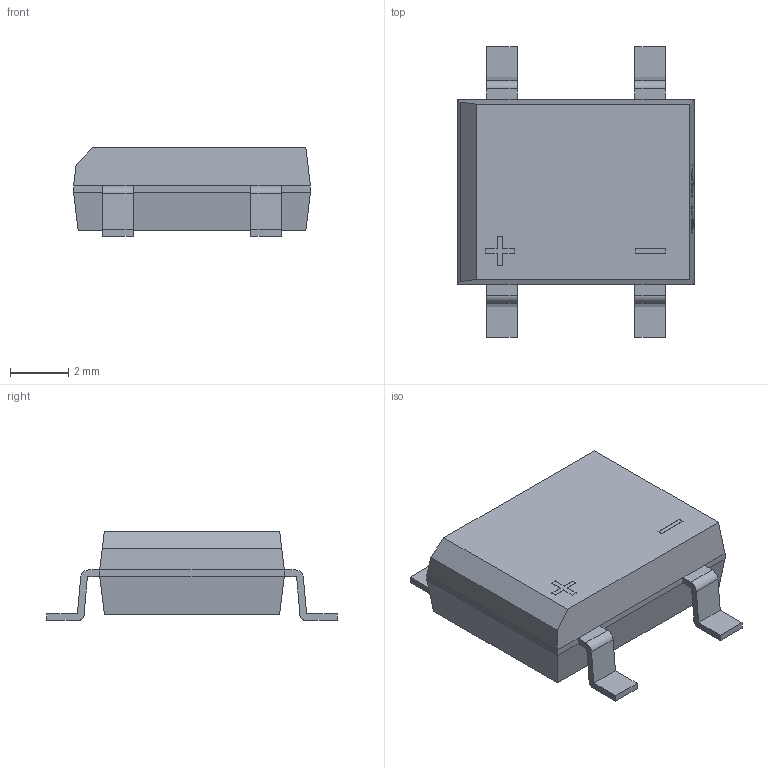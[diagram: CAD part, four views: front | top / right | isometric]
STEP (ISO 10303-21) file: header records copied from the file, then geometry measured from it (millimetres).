
FILE_DESCRIPTION (( 'STEP AP214' ), '1' );
FILE_NAME ('DBS_L8.2-W6.4-P5.10-LS10.0-BL.step', '2022-06-21T13:37:47', ( '' ), ( '' ), 'SwSTEP 2.0', 'SolidWorks 2020', '' );
FILE_SCHEMA (( 'AUTOMOTIVE_DESIGN' ));
Length unit declared in the file: millimetre
Products named in the file (1): DBS_L8.2-W6.4-P5.10-LS10.0-BL
Bounding box: 8.15 x 10 x 3.06 mm (x, y, z)
Volume: 143.6 mm3; surface area: 206.2 mm2
Topology: 1 solids, 1 shells, 368 faces, 990 edges, 652 vertices
Faces by surface type: plane 244, bspline 112, cylinder 12
Entity records: 16033 total; most frequent: CARTESIAN_POINT 4115, ORIENTED_EDGE 1980, DIRECTION 1300, EDGE_CURVE 990, VECTOR 738, LINE 738, VERTEX_POINT 652, EDGE_LOOP 396
